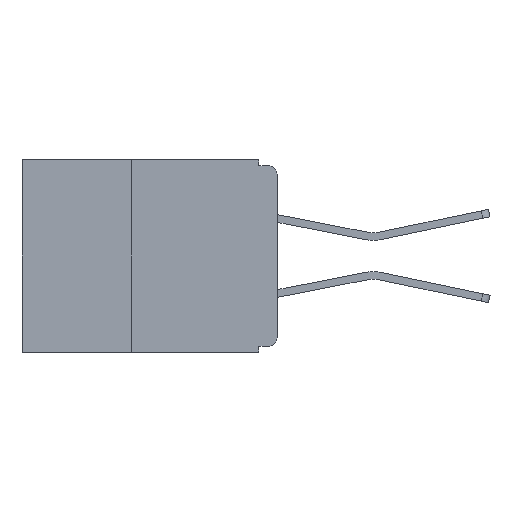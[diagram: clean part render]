
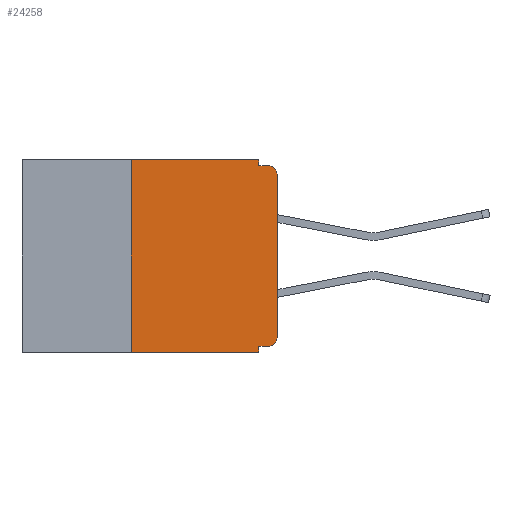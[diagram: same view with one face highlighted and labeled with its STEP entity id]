
A CAD part, left-side view. The second image highlights one B-rep face of the part: STEP entity #24258.
In plain terms, the highlighted planar face has unit normal (-1, 0, 0).
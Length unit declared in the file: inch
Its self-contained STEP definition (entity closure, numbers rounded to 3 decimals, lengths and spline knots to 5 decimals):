
#1497 = VECTOR ( 'NONE', #25128, 39.37008 ) ;
#1802 = VERTEX_POINT ( 'NONE', #32918 ) ;
#2581 = ORIENTED_EDGE ( 'NONE', *, *, #26204, .T. ) ;
#2965 = EDGE_CURVE ( 'NONE', #7264, #21703, #21795, .T. ) ;
#3082 = CIRCLE ( 'NONE', #24837, 0.015 ) ;
#3187 = LINE ( 'NONE', #20012, #1497 ) ;
#3265 = CARTESIAN_POINT ( 'NONE',  ( 0., 0.015, -0.305 ) ) ;
#3740 = LINE ( 'NONE', #7111, #17070 ) ;
#4415 = DIRECTION ( 'NONE',  ( 0., 0., -1. ) ) ;
#4744 = LINE ( 'NONE', #17373, #24820 ) ;
#4979 = EDGE_CURVE ( 'NONE', #16419, #12392, #29996, .T. ) ;
#5098 = LINE ( 'NONE', #6649, #13056 ) ;
#5231 = VERTEX_POINT ( 'NONE', #23256 ) ;
#5312 = DIRECTION ( 'NONE',  ( -1., 0., 0. ) ) ;
#5808 = CARTESIAN_POINT ( 'NONE',  ( 0., 0.015, -0.32 ) ) ;
#5983 = DIRECTION ( 'NONE',  ( 0., 0., -1. ) ) ;
#6547 = ORIENTED_EDGE ( 'NONE', *, *, #25971, .F. ) ;
#6649 = CARTESIAN_POINT ( 'NONE',  ( 0., 0.031, -0.33 ) ) ;
#6773 = DIRECTION ( 'NONE',  ( 0., -1., 0. ) ) ;
#7111 = CARTESIAN_POINT ( 'NONE',  ( 0., 0.437, -0.33 ) ) ;
#7264 = VERTEX_POINT ( 'NONE', #32052 ) ;
#8027 = CARTESIAN_POINT ( 'NONE',  ( 0., 0.25, -0.33 ) ) ;
#8279 = ORIENTED_EDGE ( 'NONE', *, *, #24212, .F. ) ;
#9064 = ORIENTED_EDGE ( 'NONE', *, *, #23504, .F. ) ;
#9537 = ORIENTED_EDGE ( 'NONE', *, *, #28224, .T. ) ;
#9814 = DIRECTION ( 'NONE',  ( 0., -1., 0. ) ) ;
#10202 = VECTOR ( 'NONE', #27263, 39.37008 ) ;
#10929 = EDGE_CURVE ( 'NONE', #26525, #1802, #5098, .T. ) ;
#12160 = AXIS2_PLACEMENT_3D ( 'NONE', #3265, #21725, #5983 ) ;
#12289 = CARTESIAN_POINT ( 'NONE',  ( 0., 0.031, -0.01 ) ) ;
#12392 = VERTEX_POINT ( 'NONE', #30718 ) ;
#12551 = ORIENTED_EDGE ( 'NONE', *, *, #2965, .T. ) ;
#12739 = ORIENTED_EDGE ( 'NONE', *, *, #23131, .T. ) ;
#13056 = VECTOR ( 'NONE', #24925, 39.37008 ) ;
#13516 = DIRECTION ( 'NONE',  ( 0., 0., 1. ) ) ;
#13553 = CARTESIAN_POINT ( 'NONE',  ( 0., 0., 0. ) ) ;
#14768 = EDGE_CURVE ( 'NONE', #27550, #23630, #3187, .T. ) ;
#14795 = CARTESIAN_POINT ( 'NONE',  ( 0., 0.437, 0. ) ) ;
#15019 = PLANE ( 'NONE',  #33217 ) ;
#16419 = VERTEX_POINT ( 'NONE', #8027 ) ;
#16766 = FACE_OUTER_BOUND ( 'NONE', #33184, .T. ) ;
#17070 = VECTOR ( 'NONE', #9814, 39.37008 ) ;
#17094 = VECTOR ( 'NONE', #23315, 39.37008 ) ;
#17373 = CARTESIAN_POINT ( 'NONE',  ( 0., 0., -0.32 ) ) ;
#17683 = CARTESIAN_POINT ( 'NONE',  ( 0., 0.437, 0. ) ) ;
#18419 = LINE ( 'NONE', #14795, #31969 ) ;
#19969 = DIRECTION ( 'NONE',  ( 0., 1., 0. ) ) ;
#20012 = CARTESIAN_POINT ( 'NONE',  ( 0., 0., -0.01 ) ) ;
#20265 = DIRECTION ( 'NONE',  ( 1., 0., 0. ) ) ;
#20412 = CARTESIAN_POINT ( 'NONE',  ( 0., 0.015, -0.01 ) ) ;
#20764 = CARTESIAN_POINT ( 'NONE',  ( 0., 0.031, 0. ) ) ;
#21125 = CARTESIAN_POINT ( 'NONE',  ( 0., 0.015, -0.025 ) ) ;
#21703 = VERTEX_POINT ( 'NONE', #23938 ) ;
#21725 = DIRECTION ( 'NONE',  ( -1., 0., 0. ) ) ;
#21795 = LINE ( 'NONE', #13553, #29363 ) ;
#21957 = ORIENTED_EDGE ( 'NONE', *, *, #4979, .F. ) ;
#23131 = EDGE_CURVE ( 'NONE', #21703, #23630, #3082, .T. ) ;
#23256 = CARTESIAN_POINT ( 'NONE',  ( 0., 0.031, 0. ) ) ;
#23315 = DIRECTION ( 'NONE',  ( 0., 0., -1. ) ) ;
#23504 = EDGE_CURVE ( 'NONE', #24577, #26525, #4744, .T. ) ;
#23630 = VERTEX_POINT ( 'NONE', #20412 ) ;
#23667 = DIRECTION ( 'NONE',  ( 0., 0., -1. ) ) ;
#23909 = LINE ( 'NONE', #20764, #17094 ) ;
#23938 = CARTESIAN_POINT ( 'NONE',  ( 0., 0., -0.025 ) ) ;
#24212 = EDGE_CURVE ( 'NONE', #12392, #5231, #18419, .T. ) ;
#24258 = ADVANCED_FACE ( 'NONE', ( #16766 ), #15019, .F. ) ;
#24577 = VERTEX_POINT ( 'NONE', #5808 ) ;
#24820 = VECTOR ( 'NONE', #19969, 39.37008 ) ;
#24837 = AXIS2_PLACEMENT_3D ( 'NONE', #21125, #5312, #23667 ) ;
#24925 = DIRECTION ( 'NONE',  ( 0., 0., -1. ) ) ;
#24962 = ORIENTED_EDGE ( 'NONE', *, *, #14768, .F. ) ;
#25128 = DIRECTION ( 'NONE',  ( 0., -1., 0. ) ) ;
#25391 = CARTESIAN_POINT ( 'NONE',  ( 0., 0.031, -0.32 ) ) ;
#25662 = ORIENTED_EDGE ( 'NONE', *, *, #10929, .F. ) ;
#25971 = EDGE_CURVE ( 'NONE', #5231, #27550, #23909, .T. ) ;
#26204 = EDGE_CURVE ( 'NONE', #24577, #7264, #29457, .T. ) ;
#26525 = VERTEX_POINT ( 'NONE', #25391 ) ;
#27221 = CARTESIAN_POINT ( 'NONE',  ( 0., 0.25, -0.33 ) ) ;
#27263 = DIRECTION ( 'NONE',  ( 0., 0., 1. ) ) ;
#27550 = VERTEX_POINT ( 'NONE', #12289 ) ;
#28224 = EDGE_CURVE ( 'NONE', #16419, #1802, #3740, .T. ) ;
#29363 = VECTOR ( 'NONE', #13516, 39.37008 ) ;
#29457 = CIRCLE ( 'NONE', #12160, 0.015 ) ;
#29996 = LINE ( 'NONE', #27221, #10202 ) ;
#30718 = CARTESIAN_POINT ( 'NONE',  ( 0., 0.25, 0. ) ) ;
#31969 = VECTOR ( 'NONE', #6773, 39.37008 ) ;
#32052 = CARTESIAN_POINT ( 'NONE',  ( 0., 0., -0.305 ) ) ;
#32918 = CARTESIAN_POINT ( 'NONE',  ( 0., 0.031, -0.33 ) ) ;
#33184 = EDGE_LOOP ( 'NONE', ( #12551, #12739, #24962, #6547, #8279, #21957, #9537, #25662, #9064, #2581 ) ) ;
#33217 = AXIS2_PLACEMENT_3D ( 'NONE', #17683, #20265, #4415 ) ;
